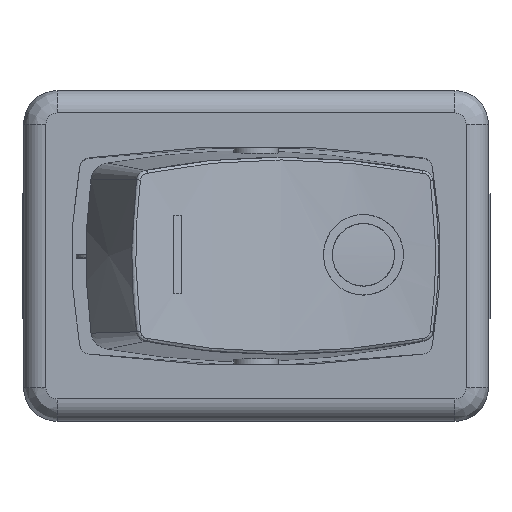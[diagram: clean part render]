
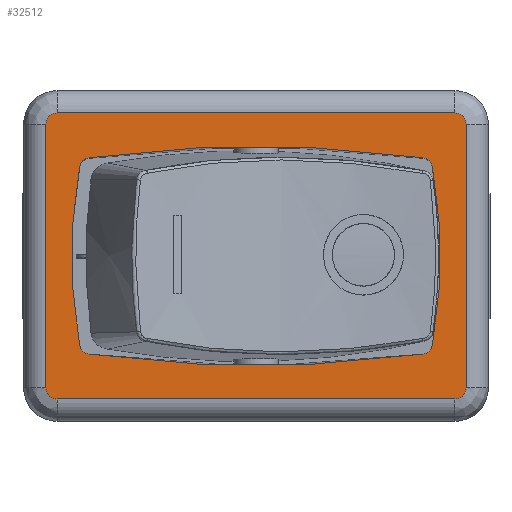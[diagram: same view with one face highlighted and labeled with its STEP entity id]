
A CAD part, top view. The second image highlights one B-rep face of the part: STEP entity #32512.
In plain terms, the highlighted planar face has unit normal (0, 0, 1).
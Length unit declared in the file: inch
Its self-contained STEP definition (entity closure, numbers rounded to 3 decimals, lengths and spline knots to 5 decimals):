
#31754=CARTESIAN_POINT('',(0.29401,0.17305,0.62992));
#31755=VERTEX_POINT('',#31754);
#31762=CARTESIAN_POINT('',(-0.29401,0.17305,0.62992));
#31763=VERTEX_POINT('',#31762);
#31764=CARTESIAN_POINT('',(0.,-1.97226,0.62992));
#31765=DIRECTION('',(0.0,0.0,-1.0));
#31766=DIRECTION('',(-0.136,-0.991,0.0));
#31767=AXIS2_PLACEMENT_3D('',#31764,#31765,#31766);
#31768=CIRCLE('',#31767,2.16535);
#31769=EDGE_CURVE('',#31763,#31755,#31768,.T.);
#31792=CARTESIAN_POINT('',(-0.3107,0.15711,0.62992));
#31793=VERTEX_POINT('',#31792);
#31794=CARTESIAN_POINT('',(-0.29134,0.15354,0.62992));
#31795=DIRECTION('',(0.0,0.0,-1.0));
#31796=DIRECTION('',(0.136,-0.991,0.0));
#31797=AXIS2_PLACEMENT_3D('',#31794,#31795,#31796);
#31798=CIRCLE('',#31797,0.01969);
#31799=EDGE_CURVE('',#31793,#31763,#31798,.T.);
#31817=CARTESIAN_POINT('',(-0.3107,-0.15711,0.62992));
#31818=VERTEX_POINT('',#31817);
#31819=CARTESIAN_POINT('',(0.54108,0.,0.62992));
#31820=DIRECTION('',(0.0,0.0,-1.0));
#31821=DIRECTION('',(0.983,-0.181,0.0));
#31822=AXIS2_PLACEMENT_3D('',#31819,#31820,#31821);
#31823=CIRCLE('',#31822,0.86614);
#31824=EDGE_CURVE('',#31818,#31793,#31823,.T.);
#31842=CARTESIAN_POINT('',(-0.29401,-0.17305,0.62992));
#31843=VERTEX_POINT('',#31842);
#31844=CARTESIAN_POINT('',(-0.29134,-0.15354,0.62992));
#31845=DIRECTION('',(0.0,0.0,-1.0));
#31846=DIRECTION('',(0.983,0.181,0.0));
#31847=AXIS2_PLACEMENT_3D('',#31844,#31845,#31846);
#31848=CIRCLE('',#31847,0.01969);
#31849=EDGE_CURVE('',#31843,#31818,#31848,.T.);
#31867=CARTESIAN_POINT('',(0.29401,-0.17305,0.62992));
#31868=VERTEX_POINT('',#31867);
#31869=CARTESIAN_POINT('',(0.,1.97226,0.62992));
#31870=DIRECTION('',(0.0,0.0,-1.0));
#31871=DIRECTION('',(0.136,0.991,0.0));
#31872=AXIS2_PLACEMENT_3D('',#31869,#31870,#31871);
#31873=CIRCLE('',#31872,2.16535);
#31874=EDGE_CURVE('',#31868,#31843,#31873,.T.);
#31897=CARTESIAN_POINT('',(0.3107,-0.15711,0.62992));
#31898=VERTEX_POINT('',#31897);
#31899=CARTESIAN_POINT('',(0.29134,-0.15354,0.62992));
#31900=DIRECTION('',(0.0,0.0,-1.0));
#31901=DIRECTION('',(-0.136,0.991,0.0));
#31902=AXIS2_PLACEMENT_3D('',#31899,#31900,#31901);
#31903=CIRCLE('',#31902,0.01969);
#31904=EDGE_CURVE('',#31898,#31868,#31903,.T.);
#31922=CARTESIAN_POINT('',(0.3107,0.15711,0.62992));
#31923=VERTEX_POINT('',#31922);
#31924=CARTESIAN_POINT('',(-0.54108,0.,0.62992));
#31925=DIRECTION('',(0.0,0.0,-1.0));
#31926=DIRECTION('',(-0.983,0.181,0.0));
#31927=AXIS2_PLACEMENT_3D('',#31924,#31925,#31926);
#31928=CIRCLE('',#31927,0.86614);
#31929=EDGE_CURVE('',#31923,#31898,#31928,.T.);
#31947=CARTESIAN_POINT('',(0.29134,0.15354,0.62992));
#31948=DIRECTION('',(0.0,0.0,-1.0));
#31949=DIRECTION('',(-0.983,-0.181,0.0));
#31950=AXIS2_PLACEMENT_3D('',#31947,#31948,#31949);
#31951=CIRCLE('',#31950,0.01969);
#31952=EDGE_CURVE('',#31755,#31923,#31951,.T.);
#31965=CARTESIAN_POINT('',(-0.37008,-0.23228,0.62992));
#31966=VERTEX_POINT('',#31965);
#31974=CARTESIAN_POINT('',(-0.37008,0.23228,0.62992));
#31975=VERTEX_POINT('',#31974);
#31976=CARTESIAN_POINT('',(-0.37008,-0.23228,0.62992));
#31977=DIRECTION('',(0.0,1.0,0.0));
#31978=VECTOR('',#31977,0.46457);
#31979=LINE('',#31976,#31978);
#31980=EDGE_CURVE('',#31966,#31975,#31979,.T.);
#32055=CARTESIAN_POINT('',(-0.35039,-0.25197,0.62992));
#32056=VERTEX_POINT('',#32055);
#32064=CARTESIAN_POINT('',(-0.35039,-0.23228,0.62992));
#32065=DIRECTION('',(0.0,0.0,-1.0));
#32066=DIRECTION('',(-0.707,-0.707,0.0));
#32067=AXIS2_PLACEMENT_3D('',#32064,#32065,#32066);
#32068=CIRCLE('',#32067,0.01969);
#32069=EDGE_CURVE('',#32056,#31966,#32068,.T.);
#32135=CARTESIAN_POINT('',(-0.35039,0.25197,0.62992));
#32136=VERTEX_POINT('',#32135);
#32154=CARTESIAN_POINT('',(-0.35039,0.23228,0.62992));
#32155=DIRECTION('',(0.0,0.0,-1.0));
#32156=DIRECTION('',(-0.707,0.707,0.0));
#32157=AXIS2_PLACEMENT_3D('',#32154,#32155,#32156);
#32158=CIRCLE('',#32157,0.01969);
#32159=EDGE_CURVE('',#31975,#32136,#32158,.T.);
#32171=CARTESIAN_POINT('',(0.35039,-0.25197,0.62992));
#32172=VERTEX_POINT('',#32171);
#32180=CARTESIAN_POINT('',(0.35039,-0.25197,0.62992));
#32181=DIRECTION('',(-1.0,0.0,0.0));
#32182=VECTOR('',#32181,0.70079);
#32183=LINE('',#32180,#32182);
#32184=EDGE_CURVE('',#32172,#32056,#32183,.T.);
#32201=CARTESIAN_POINT('',(0.35039,0.25197,0.62992));
#32202=VERTEX_POINT('',#32201);
#32219=CARTESIAN_POINT('',(-0.35039,0.25197,0.62992));
#32220=DIRECTION('',(1.0,0.0,0.0));
#32221=VECTOR('',#32220,0.70079);
#32222=LINE('',#32219,#32221);
#32223=EDGE_CURVE('',#32136,#32202,#32222,.T.);
#32283=CARTESIAN_POINT('',(0.37008,-0.23228,0.62992));
#32284=VERTEX_POINT('',#32283);
#32292=CARTESIAN_POINT('',(0.35039,-0.23228,0.62992));
#32293=DIRECTION('',(0.0,0.0,-1.0));
#32294=DIRECTION('',(0.707,-0.707,0.0));
#32295=AXIS2_PLACEMENT_3D('',#32292,#32293,#32294);
#32296=CIRCLE('',#32295,0.01969);
#32297=EDGE_CURVE('',#32284,#32172,#32296,.T.);
#32363=CARTESIAN_POINT('',(0.37008,0.23228,0.62992));
#32364=VERTEX_POINT('',#32363);
#32382=CARTESIAN_POINT('',(0.35039,0.23228,0.62992));
#32383=DIRECTION('',(0.0,0.0,-1.0));
#32384=DIRECTION('',(0.707,0.707,0.0));
#32385=AXIS2_PLACEMENT_3D('',#32382,#32383,#32384);
#32386=CIRCLE('',#32385,0.01969);
#32387=EDGE_CURVE('',#32202,#32364,#32386,.T.);
#32405=CARTESIAN_POINT('',(0.37008,0.23228,0.62992));
#32406=DIRECTION('',(0.0,-1.0,0.0));
#32407=VECTOR('',#32406,0.46457);
#32408=LINE('',#32405,#32407);
#32409=EDGE_CURVE('',#32364,#32284,#32408,.T.);
#32487=CARTESIAN_POINT('',(-0.40709,-0.27717,0.62992));
#32488=DIRECTION('',(0.0,0.0,1.0));
#32489=DIRECTION('',(1.0,0.0,0.0));
#32490=AXIS2_PLACEMENT_3D('',#32487,#32488,#32489);
#32491=PLANE('',#32490);
#32492=ORIENTED_EDGE('',*,*,#31980,.F.);
#32493=ORIENTED_EDGE('',*,*,#32069,.F.);
#32494=ORIENTED_EDGE('',*,*,#32184,.F.);
#32495=ORIENTED_EDGE('',*,*,#32297,.F.);
#32496=ORIENTED_EDGE('',*,*,#32409,.F.);
#32497=ORIENTED_EDGE('',*,*,#32387,.F.);
#32498=ORIENTED_EDGE('',*,*,#32223,.F.);
#32499=ORIENTED_EDGE('',*,*,#32159,.F.);
#32500=EDGE_LOOP('',(#32492,#32493,#32494,#32495,#32496,#32497,#32498,#32499));
#32501=FACE_OUTER_BOUND('',#32500,.T.);
#32502=ORIENTED_EDGE('',*,*,#31769,.T.);
#32503=ORIENTED_EDGE('',*,*,#31952,.T.);
#32504=ORIENTED_EDGE('',*,*,#31929,.T.);
#32505=ORIENTED_EDGE('',*,*,#31904,.T.);
#32506=ORIENTED_EDGE('',*,*,#31874,.T.);
#32507=ORIENTED_EDGE('',*,*,#31849,.T.);
#32508=ORIENTED_EDGE('',*,*,#31824,.T.);
#32509=ORIENTED_EDGE('',*,*,#31799,.T.);
#32510=EDGE_LOOP('',(#32502,#32503,#32504,#32505,#32506,#32507,#32508,#32509));
#32511=FACE_BOUND('',#32510,.T.);
#32512=ADVANCED_FACE('',(#32501,#32511),#32491,.T.);
